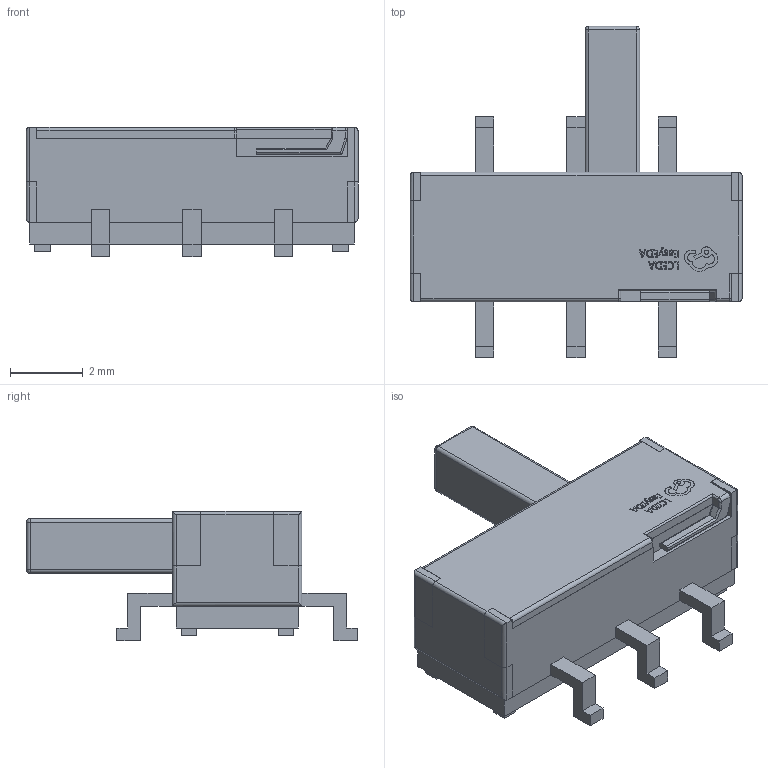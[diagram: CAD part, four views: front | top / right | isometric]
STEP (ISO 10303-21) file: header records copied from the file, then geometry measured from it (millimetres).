
FILE_DESCRIPTION (( 'STEP AP214' ), '1' );
FILE_NAME ('SW-SMD_SK-3245S-L4-B.step', '2022-07-26T15:32:04', ( '' ), ( '' ), 'SwSTEP 2.0', 'SolidWorks 2020', '' );
FILE_SCHEMA (( 'AUTOMOTIVE_DESIGN' ));
Length unit declared in the file: millimetre
Products named in the file (1): SW-SMD_SK-3245S-L4-B
Bounding box: 9.1 x 9.07 x 3.55 mm (x, y, z)
Volume: 112.4 mm3; surface area: 297.7 mm2
Topology: 21 solids, 21 shells, 537 faces, 1381 edges, 901 vertices
Faces by surface type: plane 377, bspline 112, cylinder 41, sphere 4, torus 3
Entity records: 22658 total; most frequent: CARTESIAN_POINT 4971, ORIENTED_EDGE 2754, DIRECTION 2037, EDGE_CURVE 1377, VECTOR 1079, LINE 1079, VERTEX_POINT 901, EDGE_LOOP 568
